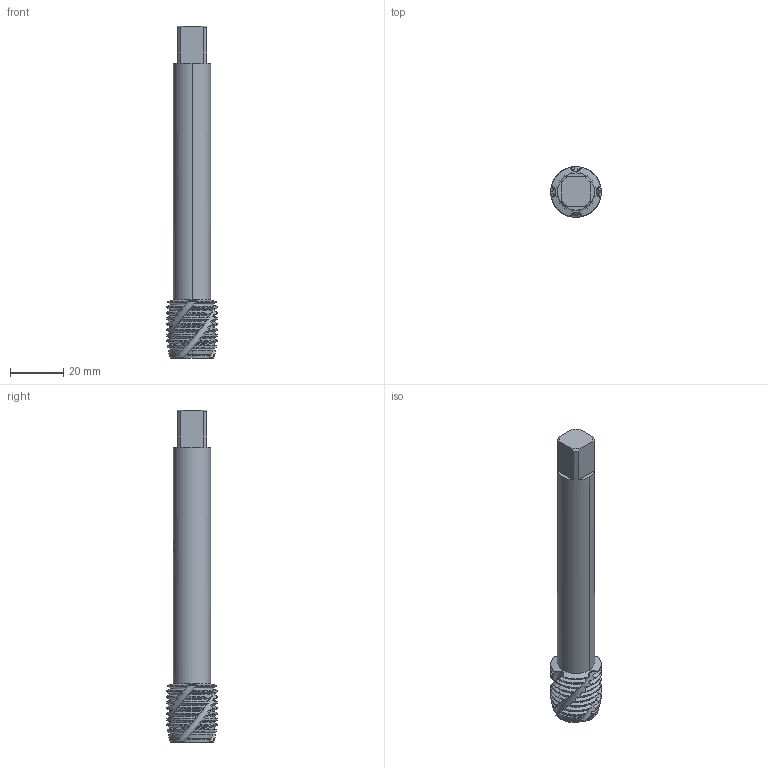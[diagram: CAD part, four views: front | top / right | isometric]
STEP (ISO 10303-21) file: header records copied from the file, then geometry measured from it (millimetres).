
FILE_DESCRIPTION(('no description'),'unknown implementation level');
FILE_NAME('solidf9Kmd1BpqMIa9hqAWd8kno5WZFk_1.STP',' ',('CIM GmbH Aachen'),('CADClick - KiM GmbH - www.kimweb.de'),'unknown preprocess','ACIS','unknown authorization');
FILE_SCHEMA(('automotive_design'));
Length unit declared in the file: millimetre
Products named in the file (2): 1; 2
Bounding box: 19.05 x 19.05 x 125 mm (x, y, z)
Volume: 20491.8 mm3; surface area: 8985.3 mm2
Topology: 2 solids, 2 shells, 309 faces, 883 edges, 578 vertices
Faces by surface type: cone 138, cylinder 114, bspline 36, plane 17, revolution 4
Entity records: 29248 total; most frequent: CARTESIAN_POINT 12131, STYLED_ITEM 1772, PRESENTATION_STYLE_ASSIGNMENT 1772, COLOUR_RGB 1772, ORIENTED_EDGE 1766, DIRECTION 1259, EDGE_CURVE 883, CURVE_STYLE 883
